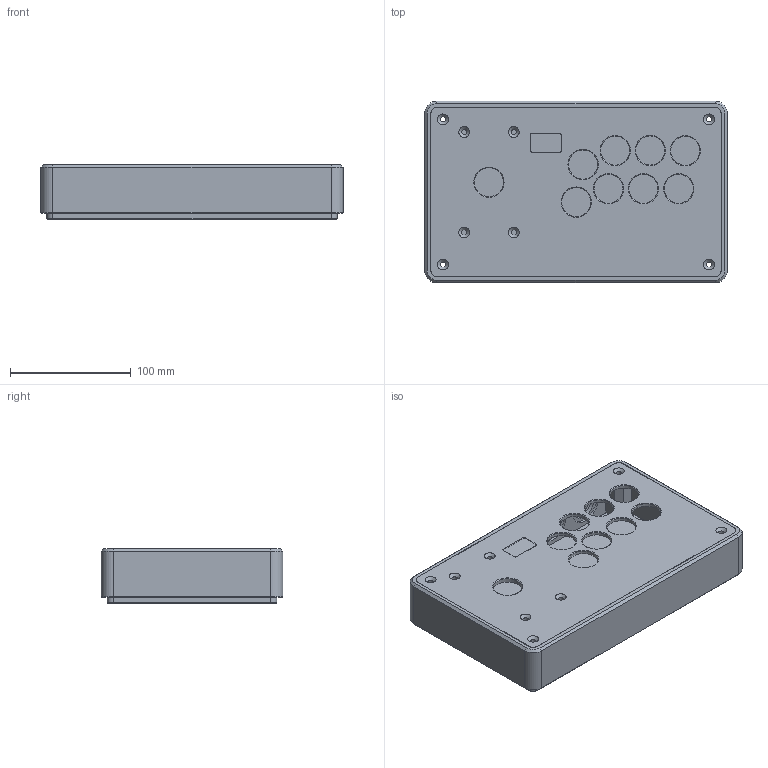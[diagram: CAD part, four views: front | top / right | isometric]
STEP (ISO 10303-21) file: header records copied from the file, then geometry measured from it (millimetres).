
FILE_DESCRIPTION(/* description */ (''),/* implementation_level */ '2;1');
FILE_NAME(/* name */ 'Open Stick Mini.step',/* time_stamp */ '2025-07-07T21:46:44-04:00',/* author */ (''),/* organization */ (''),/* preprocessor_version */ 'ST-DEVELOPER v20.1',/* originating_system */ 'Autodesk Translation Framework v14.10.0.0',/* authorisation */ '');
FILE_SCHEMA (('AUTOMOTIVE_DESIGN { 1 0 10303 214 3 1 1 }'));
Length unit declared in the file: millimetre
Products named in the file (1): Open Stick Mini
Bounding box: 250 x 150 x 45 mm (x, y, z)
Volume: 745609.4 mm3; surface area: 292777.4 mm2
Topology: 5 solids, 5 shells, 477 faces, 1156 edges, 734 vertices
Faces by surface type: plane 271, cylinder 128, cone 78
Full cylindrical faces by diameter (mm): 1.9 x4, 2.9 x8, 3.1 x2, 4.5 x20, 10 x8, 23.7 x1, 24 x6, 24.05 x16, 30 x8, 32 x1, 44 x2
Entity records: 14088 total; most frequent: DIRECTION 2484, CARTESIAN_POINT 2384, ORIENTED_EDGE 2312, EDGE_CURVE 1156, AXIS2_PLACEMENT_3D 858, LINE 768, VECTOR 768, VERTEX_POINT 734
